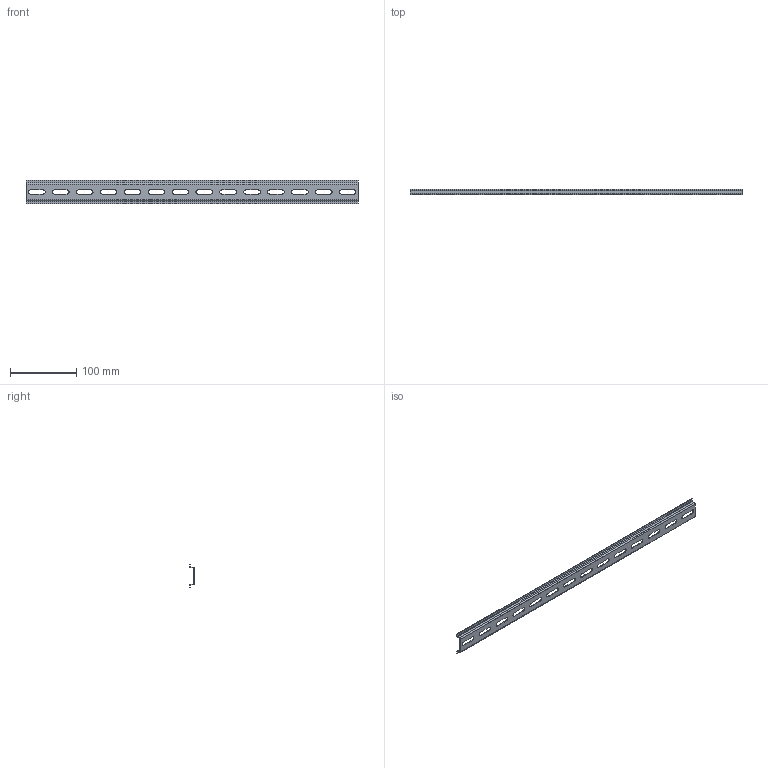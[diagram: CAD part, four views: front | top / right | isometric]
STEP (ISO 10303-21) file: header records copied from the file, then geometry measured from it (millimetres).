
FILE_DESCRIPTION((''),'2;1');
FILE_NAME('DIN SIN_WEIDMULLER_(500mm).stp','2013-07-31T09:23:22',('Zooley'),(''),'Autodesk Inventor 2011','Autodesk Inventor 2011','');
FILE_SCHEMA(('AUTOMOTIVE_DESIGN { 1 0 10303 214 1 1 1 1 }'));
Length unit declared in the file: millimetre
Products named in the file (1): DIN SIN_WEIDMULLER_(500mm)
Bounding box: 500 x 7.5 x 35 mm (x, y, z)
Volume: 20626.6 mm3; surface area: 43144.8 mm2
Topology: 1 solids, 1 shells, 78 faces, 228 edges, 152 vertices
Faces by surface type: plane 42, cylinder 36
Entity records: 2686 total; most frequent: CARTESIAN_POINT 459, DIRECTION 458, ORIENTED_EDGE 456, EDGE_CURVE 228, VECTOR 156, LINE 156, VERTEX_POINT 152, AXIS2_PLACEMENT_3D 151
